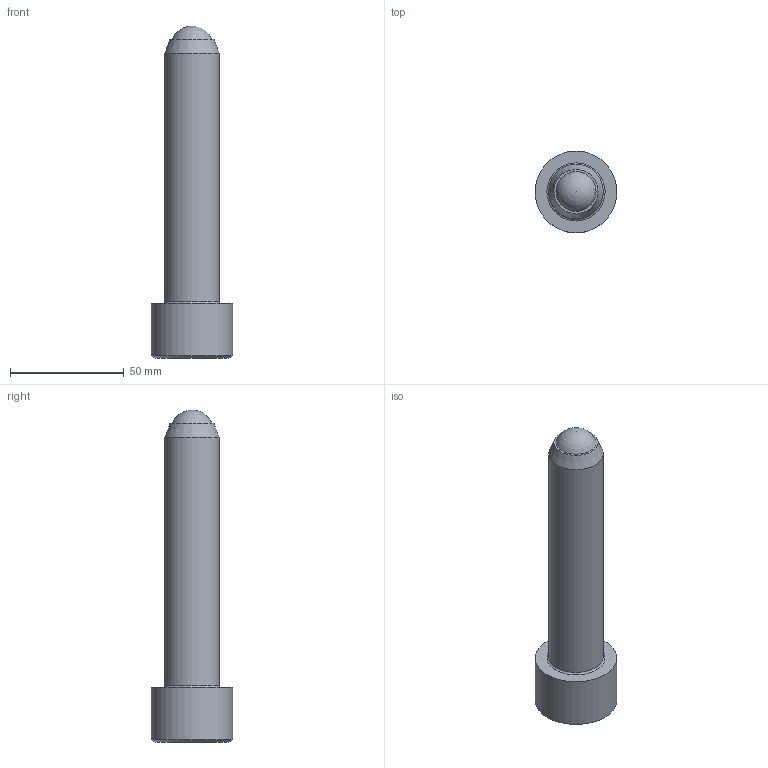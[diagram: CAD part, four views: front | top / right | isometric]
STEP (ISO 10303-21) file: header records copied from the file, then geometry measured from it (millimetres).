
FILE_DESCRIPTION( ( 'Unknown' ), '1' );
FILE_NAME( 'PT17A-24120.stp', 'Unknown', ( 'Unknown' ), ( 'Unknown' ), 'PSStep 17.0.49', 'Unknown', ' ' );
FILE_SCHEMA( ( 'AUTOMOTIVE_DESIGN { 1 0 10303 214 1 1 1 1 }' ) );
Length unit declared in the file: millimetre
Products named in the file (1): 1
Bounding box: 36 x 36 x 146.06 mm (x, y, z)
Volume: 73035.6 mm3; surface area: 14154.3 mm2
Topology: 1 solids, 1 shells, 22 faces, 50 edges, 31 vertices
Faces by surface type: plane 15, cylinder 2, cone 2, sphere 2, torus 1
Full cylindrical faces by diameter (mm): 24 x1, 36 x1
Entity records: 732 total; most frequent: DIRECTION 98, CARTESIAN_POINT 89, ORIENTED_EDGE 76, EDGE_CURVE 38, AXIS2_PLACEMENT_3D 37, EDGE_LOOP 30, VERTEX_POINT 28, FACE_OUTER_BOUND 25
